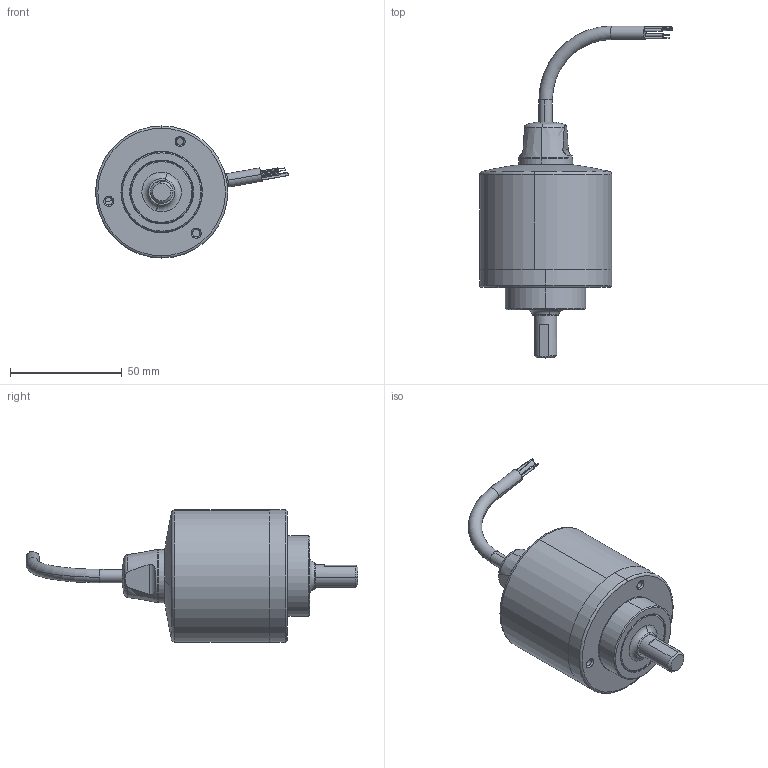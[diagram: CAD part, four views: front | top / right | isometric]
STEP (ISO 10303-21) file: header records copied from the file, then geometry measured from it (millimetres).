
FILE_DESCRIPTION (( 'STEP AP203' ), '1' );
FILE_NAME ('M008_DSM5X10_3A.STEP', '2018-03-29T06:27:46', ( '' ), ( '' ), 'SwSTEP 2.0', 'SolidWorks 2016', '' );
FILE_SCHEMA (( 'CONFIG_CONTROL_DESIGN' ));
Length unit declared in the file: millimetre
Products named in the file (1): M008_DSM5X10_3A
Bounding box: 86.08 x 148.22 x 59 mm (x, y, z)
Surface area: 21751.6 mm2 (no closed solid volume)
Topology: 0 solids, 6 shells, 114 faces, 260 edges, 162 vertices
Faces by surface type: cylinder 40, torus 32, plane 20, cone 16, sphere 4, bspline 2
Entity records: 3501 total; most frequent: CARTESIAN_POINT 736, DIRECTION 659, ORIENTED_EDGE 492, AXIS2_PLACEMENT_3D 299, EDGE_CURVE 260, CIRCLE 186, VERTEX_POINT 162, EDGE_LOOP 132
